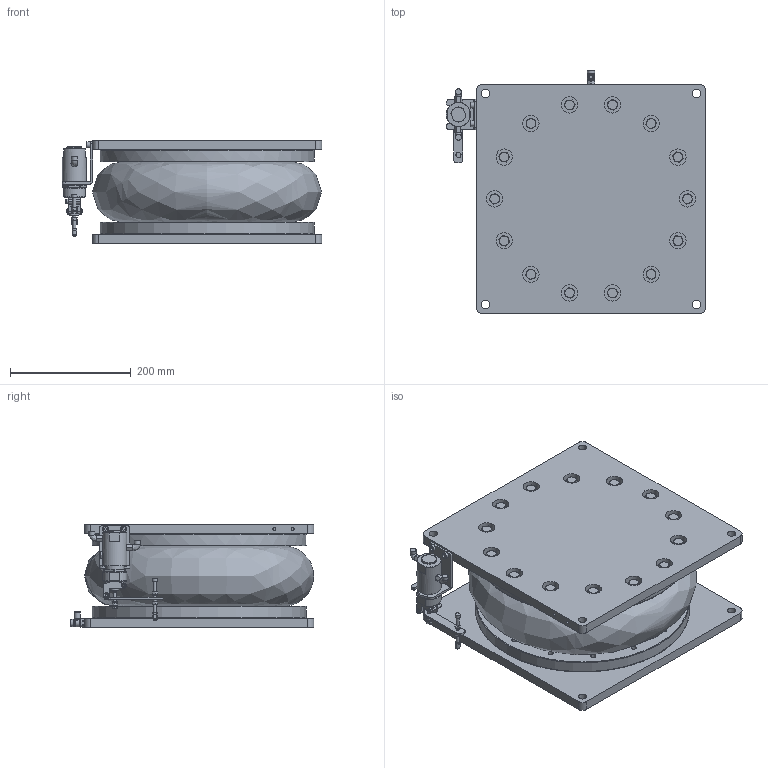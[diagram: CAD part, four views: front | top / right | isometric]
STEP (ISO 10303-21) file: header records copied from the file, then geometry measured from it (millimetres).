
FILE_DESCRIPTION (( 'STEP AP203' ), '1' );
FILE_NAME ('516464.STEP', '2025-01-03T04:12:18', ( 'Windows User' ), ( 'P R C' ), 'SwSTEP 2.0', 'SolidWorks 2020', '' );
FILE_SCHEMA (( 'CONFIG_CONTROL_DESIGN' ));
Products named in the file (1): 516464
Bounding box: 430 x 403.5 x 172 mm (x, y, z)
Surface area: 997216.8 mm2 (no closed solid volume)
Topology: 0 solids, 68 shells, 740 faces, 2365 edges, 1697 vertices
Faces by surface type: plane 394, cone 177, cylinder 151, bspline 17, torus 1
Full cylindrical faces by diameter (mm): 5 x9, 6 x1, 7 x2, 7.5 x1, 8 x4, 8.1 x1, 8.45 x1, 8.5 x27, 9 x2, 9.7 x1, 10 x4, 10.4 x1, 11 x2, 11.5 x1, 12 x1, 12.6 x1, 12.7 x1, 13 x2, 14 x8, 27 x28, 30 x1, 40 x1, 355 x2
Entity records: 42467 total; most frequent: CARTESIAN_POINT 23794, ORIENTED_EDGE 3472, DIRECTION 3316, EDGE_CURVE 2215, VERTEX_POINT 1672, AXIS2_PLACEMENT_3D 1215, EDGE_LOOP 1045, LINE 886
